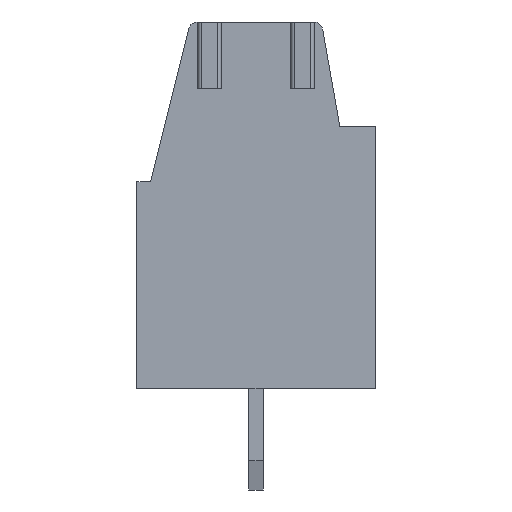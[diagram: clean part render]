
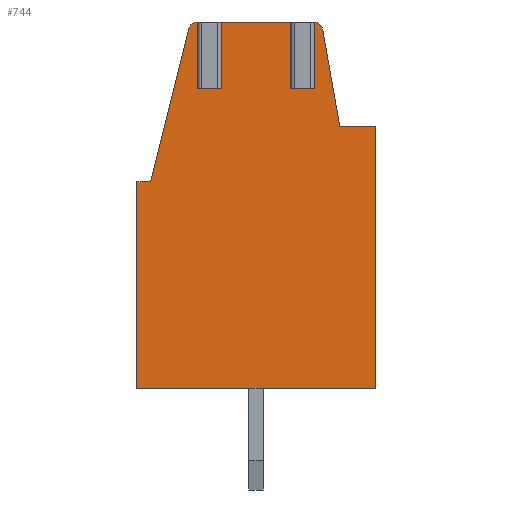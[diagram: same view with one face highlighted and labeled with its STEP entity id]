
A CAD part, left-side view. The second image highlights one B-rep face of the part: STEP entity #744.
In plain terms, the highlighted planar face has unit normal (-1, 0, 0).
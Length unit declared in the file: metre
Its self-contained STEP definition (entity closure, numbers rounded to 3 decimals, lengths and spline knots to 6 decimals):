
#744=ADVANCED_FACE('',(#1567),#1568,.T.);
#1567=FACE_OUTER_BOUND('',#2464,.T.);
#1568=PLANE('',#2465);
#2464=EDGE_LOOP('',(#4621,#4622,#4623,#4624,#4625,#4626,#4627,#4628,#4629,#4630,#4631,#4632,#4633,#4634,#4635,#4636,#4637,#4638));
#2465=AXIS2_PLACEMENT_3D('',#4639,#4640,#4641);
#4621=ORIENTED_EDGE('',*,*,#5837,.T.);
#4622=ORIENTED_EDGE('',*,*,#6177,.T.);
#4623=ORIENTED_EDGE('',*,*,#6135,.T.);
#4624=ORIENTED_EDGE('',*,*,#6178,.T.);
#4625=ORIENTED_EDGE('',*,*,#5804,.T.);
#4626=ORIENTED_EDGE('',*,*,#5324,.T.);
#4627=ORIENTED_EDGE('',*,*,#6179,.T.);
#4628=ORIENTED_EDGE('',*,*,#5553,.F.);
#4629=ORIENTED_EDGE('',*,*,#5394,.T.);
#4630=ORIENTED_EDGE('',*,*,#6180,.T.);
#4631=ORIENTED_EDGE('',*,*,#6181,.T.);
#4632=ORIENTED_EDGE('',*,*,#5662,.F.);
#4633=ORIENTED_EDGE('',*,*,#6095,.F.);
#4634=ORIENTED_EDGE('',*,*,#6017,.T.);
#4635=ORIENTED_EDGE('',*,*,#6182,.F.);
#4636=ORIENTED_EDGE('',*,*,#6161,.T.);
#4637=ORIENTED_EDGE('',*,*,#5703,.T.);
#4638=ORIENTED_EDGE('',*,*,#5346,.T.);
#4639=CARTESIAN_POINT('',(-0.030794,0.271943,-0.02987));
#4640=DIRECTION('',(-1.0,0.,0.));
#4641=DIRECTION('',(0.,1.0,0.0));
#5324=EDGE_CURVE('',#6396,#6393,#6397,.T.);
#5346=EDGE_CURVE('',#6435,#6432,#6436,.T.);
#5394=EDGE_CURVE('',#6521,#6519,#6522,.T.);
#5553=EDGE_CURVE('',#6521,#6789,#6790,.T.);
#5662=EDGE_CURVE('',#6961,#6962,#6963,.T.);
#5703=EDGE_CURVE('',#7031,#6435,#7032,.T.);
#5804=EDGE_CURVE('',#7182,#6396,#7183,.T.);
#5837=EDGE_CURVE('',#6432,#7233,#7236,.T.);
#6017=EDGE_CURVE('',#7484,#7485,#7486,.T.);
#6095=EDGE_CURVE('',#7484,#6961,#7591,.T.);
#6135=EDGE_CURVE('',#7640,#7638,#7641,.T.);
#6161=EDGE_CURVE('',#7673,#7031,#7674,.T.);
#6177=EDGE_CURVE('',#7233,#7640,#7695,.T.);
#6178=EDGE_CURVE('',#7638,#7182,#7696,.T.);
#6179=EDGE_CURVE('',#6393,#6789,#7697,.T.);
#6180=EDGE_CURVE('',#6519,#7698,#7699,.T.);
#6181=EDGE_CURVE('',#7698,#6962,#7700,.T.);
#6182=EDGE_CURVE('',#7673,#7485,#7701,.T.);
#6393=VERTEX_POINT('',#7960);
#6396=VERTEX_POINT('',#7964);
#6397=CIRCLE('',#7965,0.0003);
#6432=VERTEX_POINT('',#8025);
#6435=VERTEX_POINT('',#8029);
#6436=LINE('',#8030,#8031);
#6519=VERTEX_POINT('',#8156);
#6521=VERTEX_POINT('',#8158);
#6522=LINE('',#8159,#8160);
#6789=VERTEX_POINT('',#8551);
#6790=LINE('',#8552,#8553);
#6961=VERTEX_POINT('',#8807);
#6962=VERTEX_POINT('',#8808);
#6963=LINE('',#8809,#8810);
#7031=VERTEX_POINT('',#8915);
#7032=LINE('',#8916,#8917);
#7182=VERTEX_POINT('',#9147);
#7183=LINE('',#9148,#9149);
#7233=VERTEX_POINT('',#9222);
#7236=LINE('',#9226,#9227);
#7484=VERTEX_POINT('',#9601);
#7485=VERTEX_POINT('',#9602);
#7486=LINE('',#9603,#9604);
#7591=LINE('',#9760,#9761);
#7638=VERTEX_POINT('',#9827);
#7640=VERTEX_POINT('',#9830);
#7641=LINE('',#9831,#9832);
#7673=VERTEX_POINT('',#9878);
#7674=CIRCLE('',#9879,0.0003);
#7695=LINE('',#9915,#9916);
#7696=LINE('',#9917,#9918);
#7697=LINE('',#9919,#9920);
#7698=VERTEX_POINT('',#9921);
#7699=LINE('',#9922,#9923);
#7700=LINE('',#9924,#9925);
#7701=LINE('',#9926,#9927);
#7960=CARTESIAN_POINT('',(-0.030794,0.271943,-0.02957));
#7964=CARTESIAN_POINT('',(-0.030794,0.271647,-0.029817));
#7965=AXIS2_PLACEMENT_3D('',#10128,#10129,#10130);
#8025=CARTESIAN_POINT('',(-0.030794,0.278041,-0.03507));
#8029=CARTESIAN_POINT('',(-0.030794,0.277562,-0.03507));
#8030=CARTESIAN_POINT('',(-0.030794,0.278041,-0.03507));
#8031=VECTOR('',#10153,1.0);
#8156=CARTESIAN_POINT('',(-0.030794,0.272719,-0.03187));
#8158=CARTESIAN_POINT('',(-0.030794,0.271972,-0.03187));
#8159=CARTESIAN_POINT('',(-0.030794,0.272748,-0.03187));
#8160=VECTOR('',#10204,1.0);
#8551=CARTESIAN_POINT('',(-0.030794,0.271972,-0.02957));
#8552=CARTESIAN_POINT('',(-0.030794,0.271972,-0.042171));
#8553=VECTOR('',#10375,1.0);
#8807=CARTESIAN_POINT('',(-0.030794,0.275172,-0.03187));
#8808=CARTESIAN_POINT('',(-0.030794,0.275172,-0.02957));
#8809=CARTESIAN_POINT('',(-0.030794,0.275172,-0.042171));
#8810=VECTOR('',#10496,1.0);
#8915=CARTESIAN_POINT('',(-0.030794,0.276248,-0.029797));
#8916=CARTESIAN_POINT('',(-0.030794,0.277562,-0.03507));
#8917=VECTOR('',#10539,1.0);
#9147=CARTESIAN_POINT('',(-0.030794,0.271056,-0.03317));
#9148=CARTESIAN_POINT('',(-0.030794,0.271647,-0.029817));
#9149=VECTOR('',#10651,1.0);
#9222=CARTESIAN_POINT('',(-0.030794,0.278041,-0.04217));
#9226=CARTESIAN_POINT('',(-0.030794,0.278041,-0.04217));
#9227=VECTOR('',#10679,1.0);
#9601=CARTESIAN_POINT('',(-0.030794,0.275919,-0.03187));
#9602=CARTESIAN_POINT('',(-0.030794,0.275919,-0.02957));
#9603=CARTESIAN_POINT('',(-0.030794,0.275919,-0.042171));
#9604=VECTOR('',#10843,1.0);
#9760=CARTESIAN_POINT('',(-0.030794,0.275143,-0.03187));
#9761=VECTOR('',#10930,1.0);
#9827=CARTESIAN_POINT('',(-0.030794,0.269841,-0.03317));
#9830=CARTESIAN_POINT('',(-0.030794,0.269841,-0.04217));
#9831=CARTESIAN_POINT('',(-0.030794,0.269841,-0.03317));
#9832=VECTOR('',#10975,1.0);
#9878=CARTESIAN_POINT('',(-0.030794,0.275957,-0.02957));
#9879=AXIS2_PLACEMENT_3D('',#10999,#11000,#11001);
#9915=CARTESIAN_POINT('',(-0.030794,0.269841,-0.04217));
#9916=VECTOR('',#11020,1.0);
#9917=CARTESIAN_POINT('',(-0.030794,0.271056,-0.03317));
#9918=VECTOR('',#11021,1.0);
#9919=CARTESIAN_POINT('',(-0.030794,0.275957,-0.02957));
#9920=VECTOR('',#11022,1.0);
#9921=CARTESIAN_POINT('',(-0.030794,0.272719,-0.02957));
#9922=CARTESIAN_POINT('',(-0.030794,0.272719,-0.042171));
#9923=VECTOR('',#11023,1.0);
#9924=CARTESIAN_POINT('',(-0.030794,0.275957,-0.02957));
#9925=VECTOR('',#11024,1.0);
#9926=CARTESIAN_POINT('',(-0.030794,0.275957,-0.02957));
#9927=VECTOR('',#11025,1.0);
#10128=CARTESIAN_POINT('',(-0.030794,0.271943,-0.02987));
#10129=DIRECTION('',(-1.0,0.,0.));
#10130=DIRECTION('',(0.,0.643,-0.766));
#10153=DIRECTION('',(0.,1.0,0.));
#10204=DIRECTION('',(0.,1.0,0.));
#10375=DIRECTION('',(0.,0.,1.0));
#10496=DIRECTION('',(0.,0.,1.0));
#10539=DIRECTION('',(0.,0.242,-0.97));
#10651=DIRECTION('',(0.,0.174,0.985));
#10679=DIRECTION('',(0.,0.,-1.0));
#10843=DIRECTION('',(0.,0.,1.0));
#10930=DIRECTION('',(0.,-1.0,0.));
#10975=DIRECTION('',(0.,0.,1.0));
#10999=CARTESIAN_POINT('',(-0.030794,0.275957,-0.02987));
#11000=DIRECTION('',(-1.0,0.,0.));
#11001=DIRECTION('',(0.,-0.616,-0.788));
#11020=DIRECTION('',(0.,-1.0,0.));
#11021=DIRECTION('',(0.,1.0,0.));
#11022=DIRECTION('',(0.,1.0,0.));
#11023=DIRECTION('',(0.,0.,1.0));
#11024=DIRECTION('',(0.,1.0,0.));
#11025=DIRECTION('',(0.,-1.0,0.));
